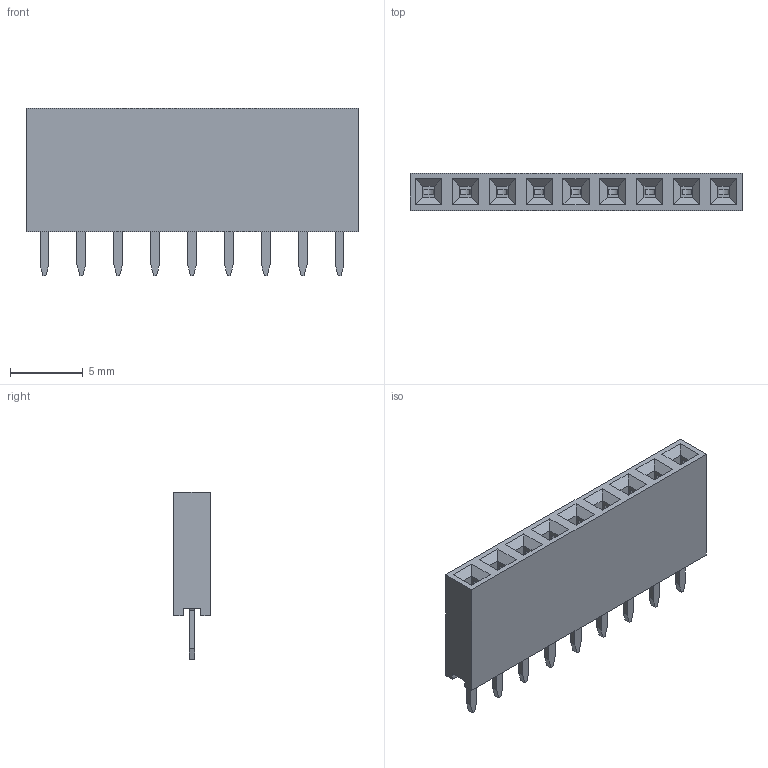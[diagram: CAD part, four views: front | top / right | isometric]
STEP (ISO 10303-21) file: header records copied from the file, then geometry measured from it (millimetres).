
FILE_DESCRIPTION(('STEP AP214'), '1');
FILE_NAME('PBS', '', ('UNSPECIFIED'), ('UNSPECIFIED'), 'ASCON STEP Converter 1.6', 'ASCON Math Kernel', '');
FILE_SCHEMA(('AUTOMOTIVE_DESIGN { 1 0 10303 214 3 1 1}'));
Length unit declared in the file: millimetre
Bounding box: 22.86 x 2.54 x 11.5 mm (x, y, z)
Volume: 440.1 mm3; surface area: 962 mm2
Topology: 1 solids, 1 shells, 496 faces, 1356 edges, 844 vertices
Faces by surface type: plane 433, cylinder 63
Entity records: 19362 total; most frequent: ORIENTED_EDGE 2712, CARTESIAN_POINT 2697, DIRECTION 2512, EDGE_CURVE 1356, LINE 1194, VECTOR 1194, VERTEX_POINT 844, AXIS2_PLACEMENT_3D 659
